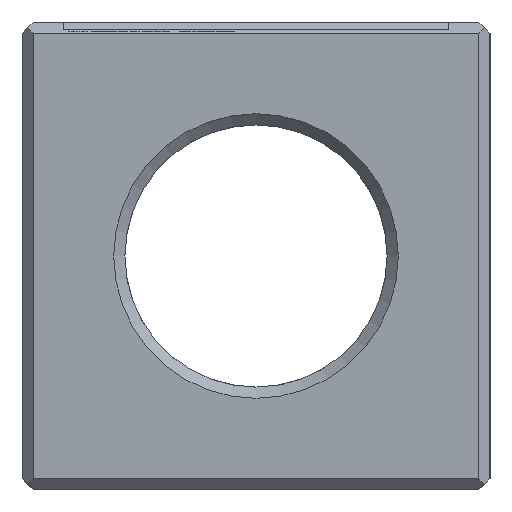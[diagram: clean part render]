
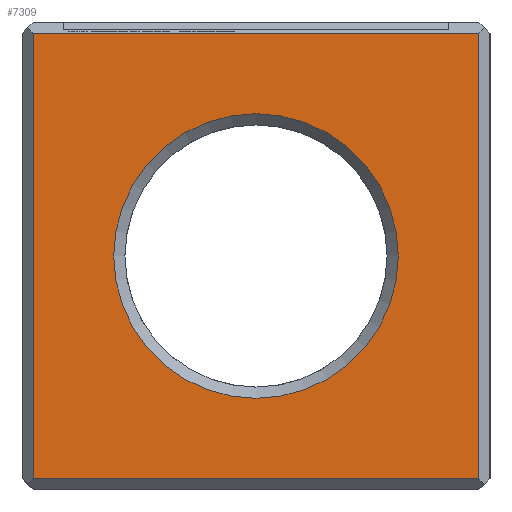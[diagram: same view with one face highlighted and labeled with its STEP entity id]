
A CAD part, left-side view. The second image highlights one B-rep face of the part: STEP entity #7309.
In plain terms, the highlighted planar face has unit normal (-1, 0, 0).
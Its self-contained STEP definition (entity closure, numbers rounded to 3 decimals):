
#72 = PLANE('',#73);
#73 = AXIS2_PLACEMENT_3D('',#74,#75,#76);
#74 = CARTESIAN_POINT('',(0.,0.,0.3));
#75 = DIRECTION('',(-0.707,0.,-0.707)
  );
#76 = DIRECTION('',(0.707,0.,-0.707));
#1587 = PLANE('',#1588);
#1588 = AXIS2_PLACEMENT_3D('',#1589,#1590,#1591);
#1589 = CARTESIAN_POINT('',(0.3,12.5,0.));
#1590 = DIRECTION('',(0.707,-0.707,0.));
#1591 = DIRECTION('',(-0.707,-0.707,0.));
#1818 = PLANE('',#1819);
#1819 = AXIS2_PLACEMENT_3D('',#1820,#1821,#1822);
#1820 = CARTESIAN_POINT('',(0.3,0.,0.));
#1821 = DIRECTION('',(-0.707,-0.707,0.));
#1822 = DIRECTION('',(-0.707,0.707,0.));
#1886 = VERTEX_POINT('',#1887);
#1887 = CARTESIAN_POINT('',(0.,0.3,0.3));
#1908 = EDGE_CURVE('',#1886,#1909,#1911,.T.);
#1909 = VERTEX_POINT('',#1910);
#1910 = CARTESIAN_POINT('',(0.,12.2,0.3));
#1911 = SURFACE_CURVE('',#1912,(#1916,#1923),.PCURVE_S1.);
#1912 = LINE('',#1913,#1914);
#1913 = CARTESIAN_POINT('',(0.,0.,0.3));
#1914 = VECTOR('',#1915,1.);
#1915 = DIRECTION('',(0.,1.,0.));
#1916 = PCURVE('',#72,#1917);
#1917 = DEFINITIONAL_REPRESENTATION('',(#1918),#1922);
#1918 = LINE('',#1919,#1920);
#1919 = CARTESIAN_POINT('',(0.,0.));
#1920 = VECTOR('',#1921,1.);
#1921 = DIRECTION('',(0.,-1.));
#1922 = ( GEOMETRIC_REPRESENTATION_CONTEXT(2) 
PARAMETRIC_REPRESENTATION_CONTEXT() REPRESENTATION_CONTEXT('2D SPACE',''
  ) );
#1923 = PCURVE('',#1924,#1929);
#1924 = PLANE('',#1925);
#1925 = AXIS2_PLACEMENT_3D('',#1926,#1927,#1928);
#1926 = CARTESIAN_POINT('',(0.,12.5,0.));
#1927 = DIRECTION('',(1.,0.,0.));
#1928 = DIRECTION('',(0.,-1.,0.));
#1929 = DEFINITIONAL_REPRESENTATION('',(#1930),#1934);
#1930 = LINE('',#1931,#1932);
#1931 = CARTESIAN_POINT('',(12.5,-0.3));
#1932 = VECTOR('',#1933,1.);
#1933 = DIRECTION('',(-1.,0.));
#1934 = ( GEOMETRIC_REPRESENTATION_CONTEXT(2) 
PARAMETRIC_REPRESENTATION_CONTEXT() REPRESENTATION_CONTEXT('2D SPACE',''
  ) );
#5581 = VERTEX_POINT('',#5582);
#5582 = CARTESIAN_POINT('',(0.,12.2,12.2));
#5596 = PLANE('',#5597);
#5597 = AXIS2_PLACEMENT_3D('',#5598,#5599,#5600);
#5598 = CARTESIAN_POINT('',(0.3,0.,12.5));
#5599 = DIRECTION('',(-0.707,0.,0.707
    ));
#5600 = DIRECTION('',(-0.707,0.,-0.707
    ));
#5608 = EDGE_CURVE('',#1909,#5581,#5609,.T.);
#5609 = SURFACE_CURVE('',#5610,(#5614,#5621),.PCURVE_S1.);
#5610 = LINE('',#5611,#5612);
#5611 = CARTESIAN_POINT('',(0.,12.2,0.));
#5612 = VECTOR('',#5613,1.);
#5613 = DIRECTION('',(0.,0.,1.));
#5614 = PCURVE('',#1587,#5615);
#5615 = DEFINITIONAL_REPRESENTATION('',(#5616),#5620);
#5616 = LINE('',#5617,#5618);
#5617 = CARTESIAN_POINT('',(0.424,-0.));
#5618 = VECTOR('',#5619,1.);
#5619 = DIRECTION('',(0.,-1.));
#5620 = ( GEOMETRIC_REPRESENTATION_CONTEXT(2) 
PARAMETRIC_REPRESENTATION_CONTEXT() REPRESENTATION_CONTEXT('2D SPACE',''
  ) );
#5621 = PCURVE('',#1924,#5622);
#5622 = DEFINITIONAL_REPRESENTATION('',(#5623),#5627);
#5623 = LINE('',#5624,#5625);
#5624 = CARTESIAN_POINT('',(0.3,0.));
#5625 = VECTOR('',#5626,1.);
#5626 = DIRECTION('',(0.,-1.));
#5627 = ( GEOMETRIC_REPRESENTATION_CONTEXT(2) 
PARAMETRIC_REPRESENTATION_CONTEXT() REPRESENTATION_CONTEXT('2D SPACE',''
  ) );
#7266 = VERTEX_POINT('',#7267);
#7267 = CARTESIAN_POINT('',(0.,0.3,12.2));
#7288 = EDGE_CURVE('',#1886,#7266,#7289,.T.);
#7289 = SURFACE_CURVE('',#7290,(#7294,#7301),.PCURVE_S1.);
#7290 = LINE('',#7291,#7292);
#7291 = CARTESIAN_POINT('',(0.,0.3,0.));
#7292 = VECTOR('',#7293,1.);
#7293 = DIRECTION('',(0.,0.,1.));
#7294 = PCURVE('',#1818,#7295);
#7295 = DEFINITIONAL_REPRESENTATION('',(#7296),#7300);
#7296 = LINE('',#7297,#7298);
#7297 = CARTESIAN_POINT('',(0.424,0.));
#7298 = VECTOR('',#7299,1.);
#7299 = DIRECTION('',(0.,-1.));
#7300 = ( GEOMETRIC_REPRESENTATION_CONTEXT(2) 
PARAMETRIC_REPRESENTATION_CONTEXT() REPRESENTATION_CONTEXT('2D SPACE',''
  ) );
#7301 = PCURVE('',#1924,#7302);
#7302 = DEFINITIONAL_REPRESENTATION('',(#7303),#7307);
#7303 = LINE('',#7304,#7305);
#7304 = CARTESIAN_POINT('',(12.2,0.));
#7305 = VECTOR('',#7306,1.);
#7306 = DIRECTION('',(0.,-1.));
#7307 = ( GEOMETRIC_REPRESENTATION_CONTEXT(2) 
PARAMETRIC_REPRESENTATION_CONTEXT() REPRESENTATION_CONTEXT('2D SPACE',''
  ) );
#7309 = ADVANCED_FACE('',(#7310,#7336),#1924,.F.);
#7310 = FACE_BOUND('',#7311,.F.);
#7311 = EDGE_LOOP('',(#7312,#7313,#7314,#7315));
#7312 = ORIENTED_EDGE('',*,*,#7288,.F.);
#7313 = ORIENTED_EDGE('',*,*,#1908,.T.);
#7314 = ORIENTED_EDGE('',*,*,#5608,.T.);
#7315 = ORIENTED_EDGE('',*,*,#7316,.F.);
#7316 = EDGE_CURVE('',#7266,#5581,#7317,.T.);
#7317 = SURFACE_CURVE('',#7318,(#7322,#7329),.PCURVE_S1.);
#7318 = LINE('',#7319,#7320);
#7319 = CARTESIAN_POINT('',(0.,0.,12.2));
#7320 = VECTOR('',#7321,1.);
#7321 = DIRECTION('',(0.,1.,0.));
#7322 = PCURVE('',#1924,#7323);
#7323 = DEFINITIONAL_REPRESENTATION('',(#7324),#7328);
#7324 = LINE('',#7325,#7326);
#7325 = CARTESIAN_POINT('',(12.5,-12.2));
#7326 = VECTOR('',#7327,1.);
#7327 = DIRECTION('',(-1.,0.));
#7328 = ( GEOMETRIC_REPRESENTATION_CONTEXT(2) 
PARAMETRIC_REPRESENTATION_CONTEXT() REPRESENTATION_CONTEXT('2D SPACE',''
  ) );
#7329 = PCURVE('',#5596,#7330);
#7330 = DEFINITIONAL_REPRESENTATION('',(#7331),#7335);
#7331 = LINE('',#7332,#7333);
#7332 = CARTESIAN_POINT('',(0.424,0.));
#7333 = VECTOR('',#7334,1.);
#7334 = DIRECTION('',(0.,-1.));
#7335 = ( GEOMETRIC_REPRESENTATION_CONTEXT(2) 
PARAMETRIC_REPRESENTATION_CONTEXT() REPRESENTATION_CONTEXT('2D SPACE',''
  ) );
#7336 = FACE_BOUND('',#7337,.F.);
#7337 = EDGE_LOOP('',(#7338));
#7338 = ORIENTED_EDGE('',*,*,#7339,.T.);
#7339 = EDGE_CURVE('',#7340,#7340,#7342,.T.);
#7340 = VERTEX_POINT('',#7341);
#7341 = CARTESIAN_POINT('',(0.,2.45,6.25));
#7342 = SURFACE_CURVE('',#7343,(#7348,#7359),.PCURVE_S1.);
#7343 = CIRCLE('',#7344,3.8);
#7344 = AXIS2_PLACEMENT_3D('',#7345,#7346,#7347);
#7345 = CARTESIAN_POINT('',(0.,6.25,6.25));
#7346 = DIRECTION('',(-1.,0.,0.));
#7347 = DIRECTION('',(0.,-1.,0.));
#7348 = PCURVE('',#1924,#7349);
#7349 = DEFINITIONAL_REPRESENTATION('',(#7350),#7358);
#7350 = ( BOUNDED_CURVE() B_SPLINE_CURVE(2,(#7351,#7352,#7353,#7354,
#7355,#7356,#7357),.UNSPECIFIED.,.T.,.F.) B_SPLINE_CURVE_WITH_KNOTS((1,2
    ,2,2,2,1),(-2.094,0.,2.094,4.189,
6.283,8.378),.UNSPECIFIED.) CURVE() 
GEOMETRIC_REPRESENTATION_ITEM() RATIONAL_B_SPLINE_CURVE((1.,0.5,1.,0.5,
1.,0.5,1.)) REPRESENTATION_ITEM('') );
#7351 = CARTESIAN_POINT('',(10.05,-6.25));
#7352 = CARTESIAN_POINT('',(10.05,-12.832));
#7353 = CARTESIAN_POINT('',(4.35,-9.541));
#7354 = CARTESIAN_POINT('',(-1.35,-6.25));
#7355 = CARTESIAN_POINT('',(4.35,-2.959));
#7356 = CARTESIAN_POINT('',(10.05,0.332));
#7357 = CARTESIAN_POINT('',(10.05,-6.25));
#7358 = ( GEOMETRIC_REPRESENTATION_CONTEXT(2) 
PARAMETRIC_REPRESENTATION_CONTEXT() REPRESENTATION_CONTEXT('2D SPACE',''
  ) );
#7359 = PCURVE('',#7360,#7365);
#7360 = CONICAL_SURFACE('',#7361,3.5,0.785);
#7361 = AXIS2_PLACEMENT_3D('',#7362,#7363,#7364);
#7362 = CARTESIAN_POINT('',(0.3,6.25,6.25));
#7363 = DIRECTION('',(-1.,-0.,-0.));
#7364 = DIRECTION('',(0.,-1.,0.));
#7365 = DEFINITIONAL_REPRESENTATION('',(#7366),#7370);
#7366 = LINE('',#7367,#7368);
#7367 = CARTESIAN_POINT('',(-0.,0.3));
#7368 = VECTOR('',#7369,1.);
#7369 = DIRECTION('',(1.,-0.));
#7370 = ( GEOMETRIC_REPRESENTATION_CONTEXT(2) 
PARAMETRIC_REPRESENTATION_CONTEXT() REPRESENTATION_CONTEXT('2D SPACE',''
  ) );
